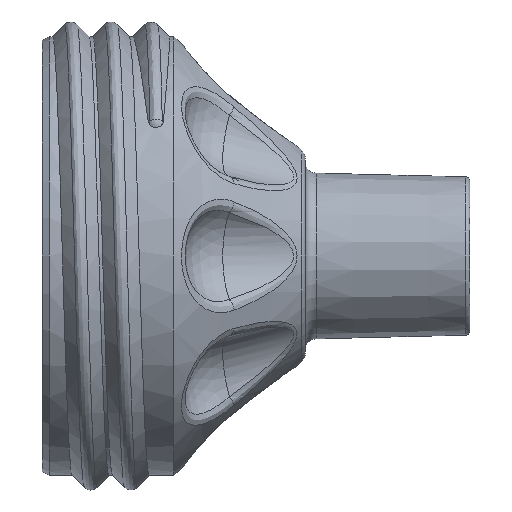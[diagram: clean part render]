
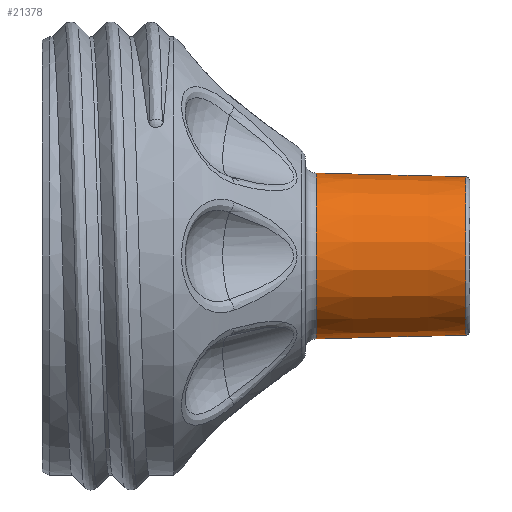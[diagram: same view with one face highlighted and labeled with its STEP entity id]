
A CAD part, left-side view. The second image highlights one B-rep face of the part: STEP entity #21378.
In plain terms, the highlighted conical face has half-angle 1.432 degrees and reference radius 11.373 mm.
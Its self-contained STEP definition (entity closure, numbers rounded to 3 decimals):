
#16376 = TOROIDAL_SURFACE('',#16377,10.225,0.6);
#16377 = AXIS2_PLACEMENT_3D('',#16378,#16379,#16380);
#16378 = CARTESIAN_POINT('',(0.,-21.9,
    0.));
#16379 = DIRECTION('',(0.,-1.,0.));
#16380 = DIRECTION('',(0.,0.,1.));
#21044 = VERTEX_POINT('',#21045);
#21045 = CARTESIAN_POINT('',(0.,-21.915,
    10.825));
#21065 = EDGE_CURVE('',#21044,#21044,#21066,.T.);
#21066 = SURFACE_CURVE('',#21067,(#21072,#21079),.PCURVE_S1.);
#21067 = CIRCLE('',#21068,10.825);
#21068 = AXIS2_PLACEMENT_3D('',#21069,#21070,#21071);
#21069 = CARTESIAN_POINT('',(0.,-21.915,
    0.));
#21070 = DIRECTION('',(0.,1.,0.));
#21071 = DIRECTION('',(0.,0.,1.));
#21072 = PCURVE('',#16376,#21073);
#21073 = DEFINITIONAL_REPRESENTATION('',(#21074),#21078);
#21074 = LINE('',#21075,#21076);
#21075 = CARTESIAN_POINT('',(-0.,0.025));
#21076 = VECTOR('',#21077,1.);
#21077 = DIRECTION('',(-1.,0.));
#21078 = ( GEOMETRIC_REPRESENTATION_CONTEXT(2) 
PARAMETRIC_REPRESENTATION_CONTEXT() REPRESENTATION_CONTEXT('2D SPACE',''
  ) );
#21079 = PCURVE('',#21080,#21085);
#21080 = CONICAL_SURFACE('',#21081,11.372,0.025);
#21081 = AXIS2_PLACEMENT_3D('',#21082,#21083,#21084);
#21082 = CARTESIAN_POINT('',(0.,0.,
    0.));
#21083 = DIRECTION('',(0.,1.,0.));
#21084 = DIRECTION('',(0.,0.,1.));
#21085 = DEFINITIONAL_REPRESENTATION('',(#21086),#21090);
#21086 = LINE('',#21087,#21088);
#21087 = CARTESIAN_POINT('',(0.,-21.915));
#21088 = VECTOR('',#21089,1.);
#21089 = DIRECTION('',(1.,-0.));
#21090 = ( GEOMETRIC_REPRESENTATION_CONTEXT(2) 
PARAMETRIC_REPRESENTATION_CONTEXT() REPRESENTATION_CONTEXT('2D SPACE',''
  ) );
#21117 = TOROIDAL_SURFACE('',#21118,12.835,1.5);
#21118 = AXIS2_PLACEMENT_3D('',#21119,#21120,#21121);
#21119 = CARTESIAN_POINT('',(0.,-1.5,0.
    ));
#21120 = DIRECTION('',(0.,1.,0.));
#21121 = DIRECTION('',(0.,0.,1.));
#21378 = ADVANCED_FACE('',(#21379),#21080,.T.);
#21379 = FACE_BOUND('',#21380,.F.);
#21380 = EDGE_LOOP('',(#21381,#21404,#21426,#21427));
#21381 = ORIENTED_EDGE('',*,*,#21382,.F.);
#21382 = EDGE_CURVE('',#21383,#21044,#21385,.T.);
#21383 = VERTEX_POINT('',#21384);
#21384 = CARTESIAN_POINT('',(0.,-1.463,
    11.336));
#21385 = SEAM_CURVE('',#21386,(#21390,#21397),.PCURVE_S1.);
#21386 = LINE('',#21387,#21388);
#21387 = CARTESIAN_POINT('',(0.,0.,
    11.372));
#21388 = VECTOR('',#21389,1.);
#21389 = DIRECTION('',(0.,-1.,
    -0.025));
#21390 = PCURVE('',#21080,#21391);
#21391 = DEFINITIONAL_REPRESENTATION('',(#21392),#21396);
#21392 = LINE('',#21393,#21394);
#21393 = CARTESIAN_POINT('',(0.,-0.));
#21394 = VECTOR('',#21395,1.);
#21395 = DIRECTION('',(0.,-1.));
#21396 = ( GEOMETRIC_REPRESENTATION_CONTEXT(2) 
PARAMETRIC_REPRESENTATION_CONTEXT() REPRESENTATION_CONTEXT('2D SPACE',''
  ) );
#21397 = PCURVE('',#21080,#21398);
#21398 = DEFINITIONAL_REPRESENTATION('',(#21399),#21403);
#21399 = LINE('',#21400,#21401);
#21400 = CARTESIAN_POINT('',(6.283,-0.));
#21401 = VECTOR('',#21402,1.);
#21402 = DIRECTION('',(0.,-1.));
#21403 = ( GEOMETRIC_REPRESENTATION_CONTEXT(2) 
PARAMETRIC_REPRESENTATION_CONTEXT() REPRESENTATION_CONTEXT('2D SPACE',''
  ) );
#21404 = ORIENTED_EDGE('',*,*,#21405,.T.);
#21405 = EDGE_CURVE('',#21383,#21383,#21406,.T.);
#21406 = SURFACE_CURVE('',#21407,(#21412,#21419),.PCURVE_S1.);
#21407 = CIRCLE('',#21408,11.336);
#21408 = AXIS2_PLACEMENT_3D('',#21409,#21410,#21411);
#21409 = CARTESIAN_POINT('',(0.,-1.463,
    0.));
#21410 = DIRECTION('',(0.,1.,0.));
#21411 = DIRECTION('',(0.,0.,1.));
#21412 = PCURVE('',#21080,#21413);
#21413 = DEFINITIONAL_REPRESENTATION('',(#21414),#21418);
#21414 = LINE('',#21415,#21416);
#21415 = CARTESIAN_POINT('',(0.,-1.463));
#21416 = VECTOR('',#21417,1.);
#21417 = DIRECTION('',(1.,-0.));
#21418 = ( GEOMETRIC_REPRESENTATION_CONTEXT(2) 
PARAMETRIC_REPRESENTATION_CONTEXT() REPRESENTATION_CONTEXT('2D SPACE',''
  ) );
#21419 = PCURVE('',#21117,#21420);
#21420 = DEFINITIONAL_REPRESENTATION('',(#21421),#21425);
#21421 = LINE('',#21422,#21423);
#21422 = CARTESIAN_POINT('',(0.,3.117));
#21423 = VECTOR('',#21424,1.);
#21424 = DIRECTION('',(1.,0.));
#21425 = ( GEOMETRIC_REPRESENTATION_CONTEXT(2) 
PARAMETRIC_REPRESENTATION_CONTEXT() REPRESENTATION_CONTEXT('2D SPACE',''
  ) );
#21426 = ORIENTED_EDGE('',*,*,#21382,.T.);
#21427 = ORIENTED_EDGE('',*,*,#21065,.F.);
